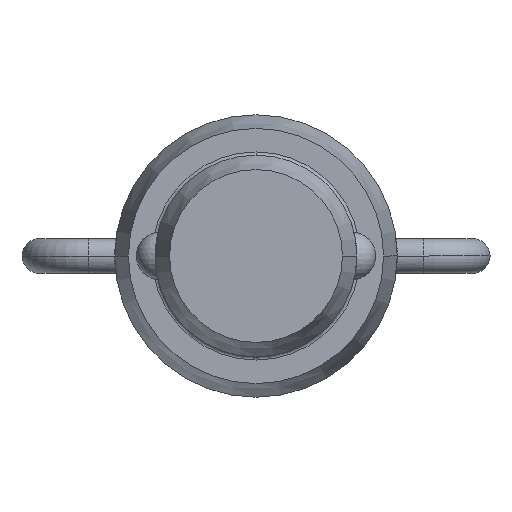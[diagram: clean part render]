
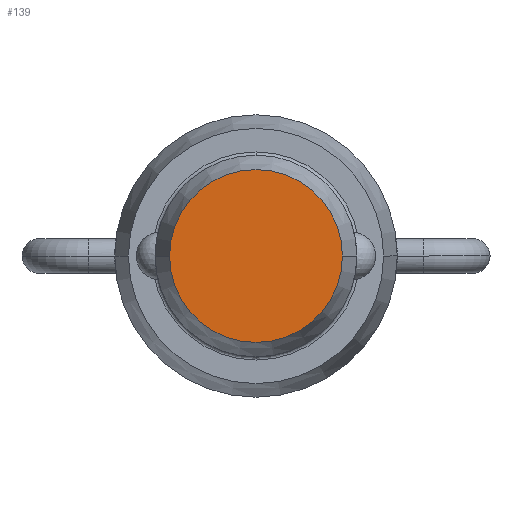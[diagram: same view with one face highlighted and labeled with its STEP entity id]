
A CAD part, front view. The second image highlights one B-rep face of the part: STEP entity #139.
In plain terms, the highlighted planar face has unit normal (0, -1, 0).
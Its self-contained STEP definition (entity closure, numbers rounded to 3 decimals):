
#139=ADVANCED_FACE('',(#278),#279,.T.);
#278=FACE_OUTER_BOUND('',#411,.T.);
#279=PLANE('',#412);
#411=EDGE_LOOP('',(#760,#761));
#412=AXIS2_PLACEMENT_3D('',#762,#763,#764);
#760=ORIENTED_EDGE('',*,*,#834,.T.);
#761=ORIENTED_EDGE('',*,*,#805,.T.);
#762=CARTESIAN_POINT('',(-3.175,-176.784,0.0));
#763=DIRECTION('',(0.,-1.0,0.0));
#764=DIRECTION('',(1.0,0.,0.0));
#805=EDGE_CURVE('',#961,#958,#962,.T.);
#834=EDGE_CURVE('',#958,#961,#1010,.T.);
#958=VERTEX_POINT('',#1203);
#961=VERTEX_POINT('',#1207);
#962=CIRCLE('',#1208,5.44);
#1010=CIRCLE('',#1340,5.44);
#1203=CARTESIAN_POINT('',(-5.44,-176.784,0.0));
#1207=CARTESIAN_POINT('',(5.44,-176.784,0.));
#1208=AXIS2_PLACEMENT_3D('',#1560,#1561,#1562);
#1340=AXIS2_PLACEMENT_3D('',#1603,#1604,#1605);
#1560=CARTESIAN_POINT('',(0.0,-176.784,0.0));
#1561=DIRECTION('',(0.,-1.0,0.0));
#1562=DIRECTION('',(-1.0,0.,0.0));
#1603=CARTESIAN_POINT('',(0.0,-176.784,0.0));
#1604=DIRECTION('',(0.,-1.0,0.0));
#1605=DIRECTION('',(-1.0,0.,0.0));
